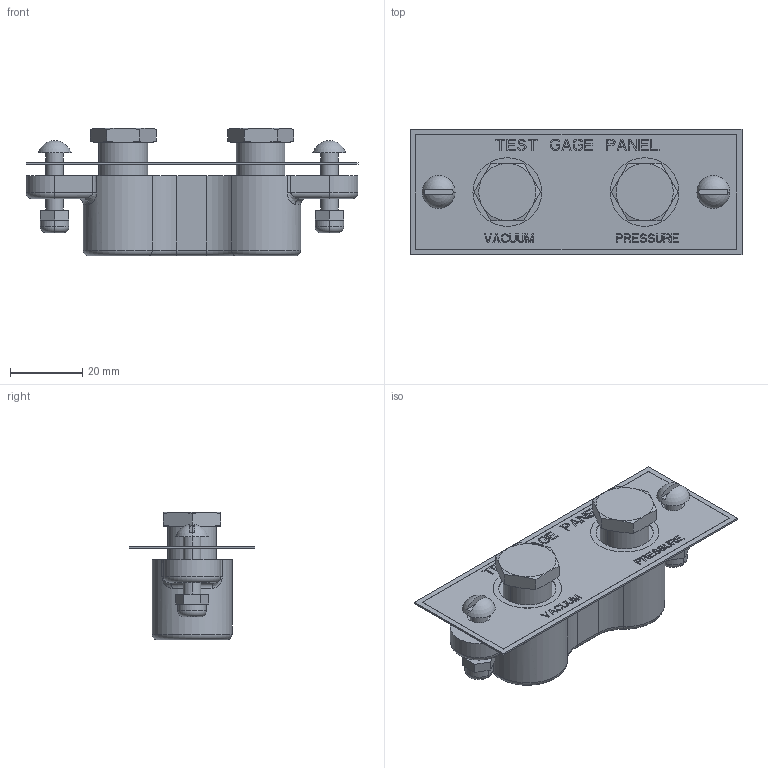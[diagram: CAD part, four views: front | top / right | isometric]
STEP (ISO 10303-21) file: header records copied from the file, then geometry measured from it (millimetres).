
FILE_DESCRIPTION((''),'2;1');
FILE_NAME('B8305_SW0001','2011-08-15T',('jdetw'),(''),'PRO/ENGINEER BY PARAMETRIC TECHNOLOGY CORPORATION, 2008010','PRO/ENGINEER BY PARAMETRIC TECHNOLOGY CORPORATION, 2008010','');
FILE_SCHEMA(('CONFIG_CONTROL_DESIGN'));
Length unit declared in the file: inch
Products named in the file (1): B8305_SW0001
Bounding box: 92.09 x 34.92 x 35.39 mm (x, y, z)
Volume: 27107.8 mm3; surface area: 16057.3 mm2
Topology: 2 solids, 2 shells, 824 faces, 2247 edges, 1478 vertices
Faces by surface type: plane 724, cylinder 54, cone 24, torus 14, bspline 4, sphere 4
Entity records: 26223 total; most frequent: CARTESIAN_POINT 5277, ORIENTED_EDGE 4494, DIRECTION 4013, EDGE_CURVE 2247, VECTOR 2001, LINE 2001, VERTEX_POINT 1478, AXIS2_PLACEMENT_3D 1006
